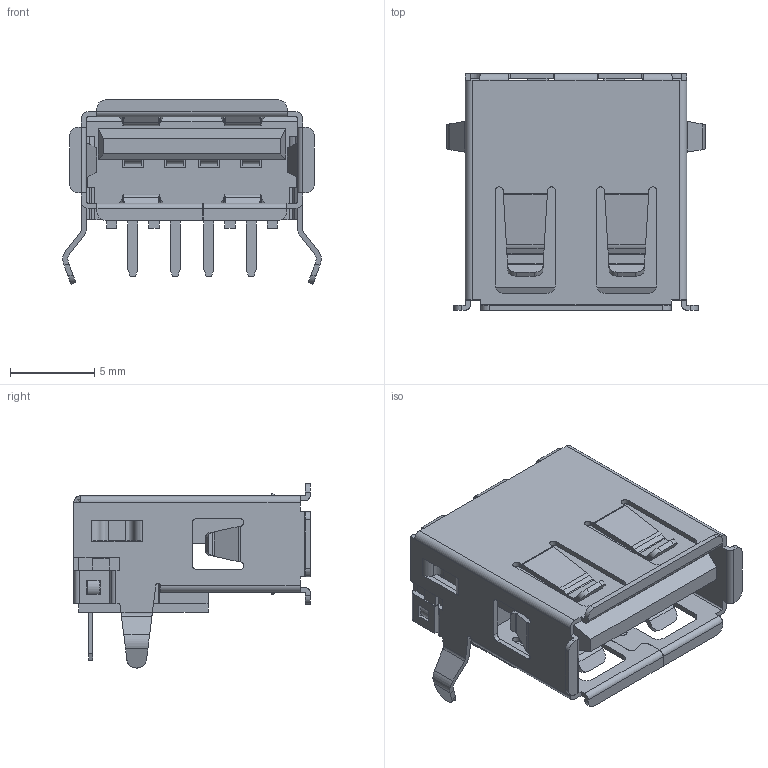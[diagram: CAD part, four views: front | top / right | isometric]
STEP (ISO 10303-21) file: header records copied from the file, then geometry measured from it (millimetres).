
FILE_DESCRIPTION(/* description */ ('Unknown'),/* implementation_level */ '2;1');
FILE_NAME(/* name */ '61400416021',/* time_stamp */ '2022-01-12T11:46:30+01:00',/* author */ ('Unknown'),/* organization */ ('Unknown'),/* preprocessor_version */ 'ST-DEVELOPER v16.7',/* originating_system */ 'Solid Edge',/* authorisation */ 'Unknown');
FILE_SCHEMA (('AUTOMOTIVE_DESIGN {1 0 10303 214 3 1 1}'));
Length unit declared in the file: millimetre
Products named in the file (4): 61400416021; 61400416021_Insulator; 61400416021_Contact Plating; 61400416021_Shielding
Assembly tree (6 placements, depth 2):
  61400416021
    61400416021_Insulator
    61400416021_Contact Plating  x4
    61400416021_Shielding
Bounding box: 15.3 x 14 x 10.9 mm (x, y, z)
Volume: 557.5 mm3; surface area: 2123.3 mm2
Topology: 6 solids, 6 shells, 836 faces, 2255 edges, 1414 vertices
Faces by surface type: plane 522, cylinder 264, bspline 50
Entity records: 22434 total; most frequent: CARTESIAN_POINT 4644, ORIENTED_EDGE 3766, DIRECTION 3401, EDGE_CURVE 1883, LINE 1411, VECTOR 1411, VERTEX_POINT 1174, AXIS2_PLACEMENT_3D 995
